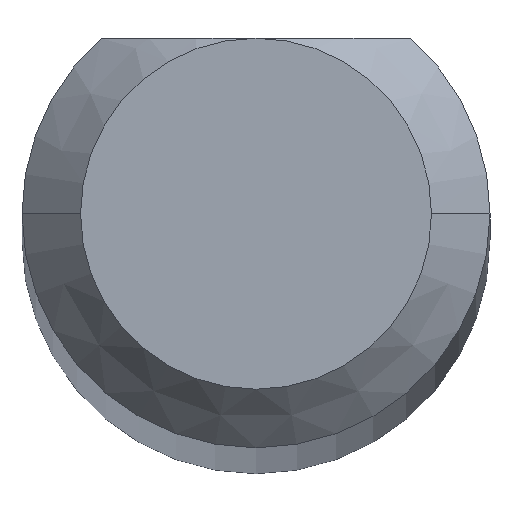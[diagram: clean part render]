
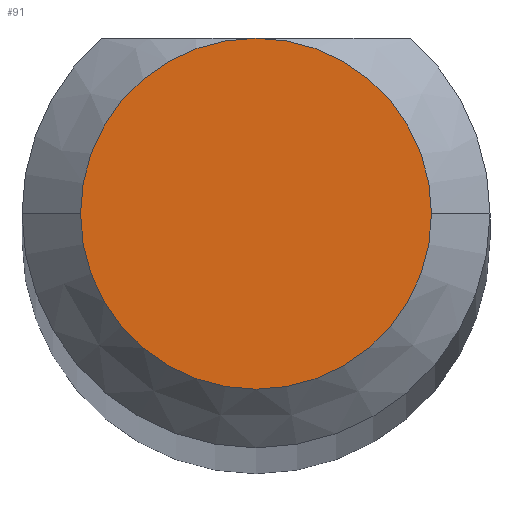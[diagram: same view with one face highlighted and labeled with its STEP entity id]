
A CAD part, top view. The second image highlights one B-rep face of the part: STEP entity #91.
In plain terms, the highlighted planar face has unit normal (0, 0, 1).
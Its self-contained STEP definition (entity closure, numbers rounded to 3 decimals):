
#3 = PLANE ( 'NONE',  #198 ) ;
#6 = FACE_OUTER_BOUND ( 'NONE', #252, .T. ) ;
#22 = CARTESIAN_POINT ( 'NONE',  ( 0., 0., 64. ) ) ;
#41 = DIRECTION ( 'NONE',  ( 1., 0., 0. ) ) ;
#76 = DIRECTION ( 'NONE',  ( 0., 0., 1. ) ) ;
#80 = CARTESIAN_POINT ( 'NONE',  ( 0., 0., 64. ) ) ;
#89 = DIRECTION ( 'NONE',  ( 0., 0., 1. ) ) ;
#91 = ADVANCED_FACE ( 'NONE', ( #6 ), #3, .T. ) ;
#93 = CARTESIAN_POINT ( 'NONE',  ( 1.5, 0., 64. ) ) ;
#98 = AXIS2_PLACEMENT_3D ( 'NONE', #132, #89, #41 ) ;
#99 = DIRECTION ( 'NONE',  ( 1., 0., 0. ) ) ;
#111 = CARTESIAN_POINT ( 'NONE',  ( 0., 1.5, 64. ) ) ;
#114 = EDGE_CURVE ( 'NONE', #191, #260, #341, .T. ) ;
#115 = DIRECTION ( 'NONE',  ( 0., 0., 1. ) ) ;
#131 = AXIS2_PLACEMENT_3D ( 'NONE', #374, #293, #99 ) ;
#132 = CARTESIAN_POINT ( 'NONE',  ( 0., 0., 64. ) ) ;
#150 = AXIS2_PLACEMENT_3D ( 'NONE', #22, #115, #263 ) ;
#165 = ORIENTED_EDGE ( 'NONE', *, *, #195, .T. ) ;
#166 = EDGE_CURVE ( 'NONE', #260, #181, #367, .T. ) ;
#181 = VERTEX_POINT ( 'NONE', #93 ) ;
#191 = VERTEX_POINT ( 'NONE', #111 ) ;
#195 = EDGE_CURVE ( 'NONE', #181, #191, #311, .T. ) ;
#198 = AXIS2_PLACEMENT_3D ( 'NONE', #80, #76, #348 ) ;
#206 = ORIENTED_EDGE ( 'NONE', *, *, #114, .T. ) ;
#237 = ORIENTED_EDGE ( 'NONE', *, *, #166, .T. ) ;
#252 = EDGE_LOOP ( 'NONE', ( #206, #237, #165 ) ) ;
#260 = VERTEX_POINT ( 'NONE', #277 ) ;
#263 = DIRECTION ( 'NONE',  ( 1., 0., 0. ) ) ;
#277 = CARTESIAN_POINT ( 'NONE',  ( -1.5, 0., 64. ) ) ;
#293 = DIRECTION ( 'NONE',  ( 0., 0., 1. ) ) ;
#311 = CIRCLE ( 'NONE', #98, 1.5 ) ;
#341 = CIRCLE ( 'NONE', #150, 1.5 ) ;
#348 = DIRECTION ( 'NONE',  ( 1., 0., 0. ) ) ;
#367 = CIRCLE ( 'NONE', #131, 1.5 ) ;
#374 = CARTESIAN_POINT ( 'NONE',  ( 0., 0., 64. ) ) ;
